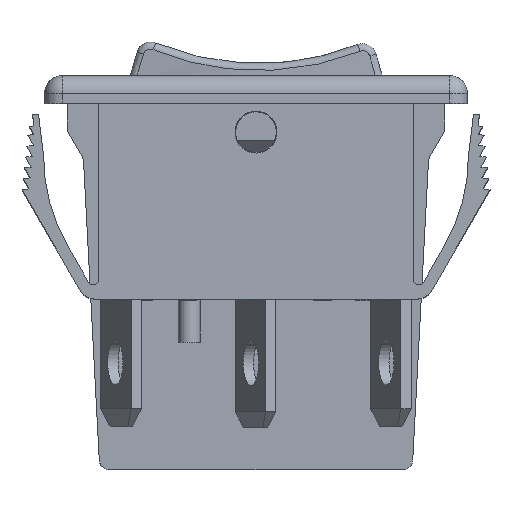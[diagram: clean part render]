
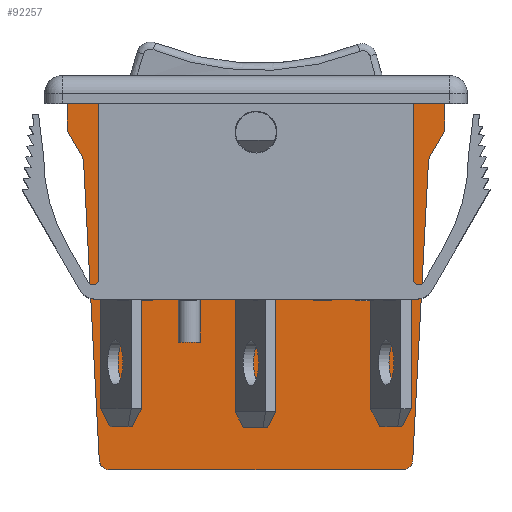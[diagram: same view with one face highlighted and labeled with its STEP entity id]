
A CAD part, top view. The second image highlights one B-rep face of the part: STEP entity #92257.
In plain terms, the highlighted planar face has unit normal (0, -0.018, 1).
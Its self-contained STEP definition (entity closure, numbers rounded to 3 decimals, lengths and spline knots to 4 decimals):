
#4036=PLANE('',#100437);
#8272=FACE_OUTER_BOUND('',#13008,.T.);
#13008=EDGE_LOOP('',(#79641,#79642,#79643,#79644,#79645,#79646,#79647,#79648,
#79649,#79650,#79651,#79652,#79653,#79654));
#15496=ELLIPSE('',#100438,0.03,0.03);
#15497=ELLIPSE('',#100439,0.03,0.03);
#20720=LINE('',#125147,#27792);
#25553=LINE('',#163646,#32625);
#25560=LINE('',#163659,#32632);
#25563=LINE('',#163664,#32635);
#25573=LINE('',#163681,#32645);
#26119=LINE('',#165043,#33191);
#26121=LINE('',#165049,#33193);
#26122=LINE('',#165051,#33194);
#26123=LINE('',#165052,#33195);
#26124=LINE('',#165054,#33196);
#26125=LINE('',#165056,#33197);
#26126=LINE('',#165058,#33198);
#27792=VECTOR('',#101876,0.886);
#32625=VECTOR('',#120071,0.087);
#32632=VECTOR('',#120078,0.087);
#32635=VECTOR('',#120083,0.5511);
#32645=VECTOR('',#120099,0.5511);
#33191=VECTOR('',#121335,0.8214);
#33193=VECTOR('',#121341,0.8469);
#33194=VECTOR('',#121342,0.0901);
#33195=VECTOR('',#121343,0.078);
#33196=VECTOR('',#121344,0.078);
#33197=VECTOR('',#121345,0.0901);
#33198=VECTOR('',#121346,0.8469);
#34829=VERTEX_POINT('',#125143);
#34831=VERTEX_POINT('',#125146);
#42115=VERTEX_POINT('',#163642);
#42117=VERTEX_POINT('',#163645);
#42122=VERTEX_POINT('',#163656);
#42123=VERTEX_POINT('',#163658);
#42505=VERTEX_POINT('',#165040);
#42506=VERTEX_POINT('',#165042);
#42507=VERTEX_POINT('',#165046);
#42508=VERTEX_POINT('',#165048);
#42509=VERTEX_POINT('',#165050);
#42510=VERTEX_POINT('',#165053);
#42511=VERTEX_POINT('',#165055);
#42512=VERTEX_POINT('',#165057);
#43901=EDGE_CURVE('',#34829,#34831,#20720,.T.);
#54498=EDGE_CURVE('',#42117,#42115,#25553,.T.);
#54505=EDGE_CURVE('',#42122,#42123,#25560,.T.);
#54508=EDGE_CURVE('',#42115,#34831,#25563,.T.);
#54518=EDGE_CURVE('',#34829,#42123,#25573,.T.);
#55154=EDGE_CURVE('',#42506,#42505,#26119,.T.);
#55156=EDGE_CURVE('',#42505,#42507,#15496,.F.);
#55157=EDGE_CURVE('',#42507,#42508,#26121,.T.);
#55158=EDGE_CURVE('',#42508,#42509,#26122,.T.);
#55159=EDGE_CURVE('',#42117,#42509,#26123,.T.);
#55160=EDGE_CURVE('',#42510,#42122,#26124,.T.);
#55161=EDGE_CURVE('',#42510,#42511,#26125,.T.);
#55162=EDGE_CURVE('',#42511,#42512,#26126,.T.);
#55163=EDGE_CURVE('',#42512,#42506,#15497,.F.);
#79641=ORIENTED_EDGE('',*,*,#55154,.T.);
#79642=ORIENTED_EDGE('',*,*,#55156,.T.);
#79643=ORIENTED_EDGE('',*,*,#55157,.T.);
#79644=ORIENTED_EDGE('',*,*,#55158,.T.);
#79645=ORIENTED_EDGE('',*,*,#55159,.F.);
#79646=ORIENTED_EDGE('',*,*,#54498,.T.);
#79647=ORIENTED_EDGE('',*,*,#54508,.T.);
#79648=ORIENTED_EDGE('',*,*,#43901,.F.);
#79649=ORIENTED_EDGE('',*,*,#54518,.T.);
#79650=ORIENTED_EDGE('',*,*,#54505,.F.);
#79651=ORIENTED_EDGE('',*,*,#55160,.F.);
#79652=ORIENTED_EDGE('',*,*,#55161,.T.);
#79653=ORIENTED_EDGE('',*,*,#55162,.T.);
#79654=ORIENTED_EDGE('',*,*,#55163,.T.);
#92257=ADVANCED_FACE('',(#8272),#4036,.F.);
#100437=AXIS2_PLACEMENT_3D('',#165045,#121337,#121338);
#100438=AXIS2_PLACEMENT_3D('',#165047,#121339,#121340);
#100439=AXIS2_PLACEMENT_3D('',#165059,#121347,#121348);
#101876=DIRECTION('',(1.,0.,0.));
#120071=DIRECTION('',(-1.,0.,0.));
#120078=DIRECTION('',(1.,0.,0.));
#120083=DIRECTION('',(0.,-1.,-0.018));
#120099=DIRECTION('',(0.,1.,0.018));
#121335=DIRECTION('',(1.,0.,0.));
#121337=DIRECTION('center_axis',(0.,0.018,-1.));
#121338=DIRECTION('ref_axis',(-1.,0.,0.));
#121339=DIRECTION('center_axis',(0.,0.018,-1.));
#121340=DIRECTION('ref_axis',(0.,1.,0.018));
#121341=DIRECTION('',(0.052,0.998,0.018));
#121342=DIRECTION('',(0.5,0.866,0.016));
#121343=DIRECTION('',(0.,-1.,-0.018));
#121344=DIRECTION('',(0.,1.,0.018));
#121345=DIRECTION('',(0.5,-0.866,-0.016));
#121346=DIRECTION('',(0.052,-0.998,-0.018));
#121347=DIRECTION('center_axis',(0.,0.018,-1.));
#121348=DIRECTION('ref_axis',(0.,-1.,-0.018));
#125143=CARTESIAN_POINT('',(-0.8558,-0.0444,0.0238));
#125146=CARTESIAN_POINT('',(0.0302,-0.0444,0.0238));
#125147=CARTESIAN_POINT('',(-0.8558,-0.0444,0.0238));
#163642=CARTESIAN_POINT('',(0.0302,0.5066,0.034));
#163645=CARTESIAN_POINT('',(0.1172,0.5066,0.034));
#163646=CARTESIAN_POINT('',(0.1172,0.5066,0.034));
#163656=CARTESIAN_POINT('',(-0.9428,0.5066,0.034));
#163658=CARTESIAN_POINT('',(-0.8558,0.5066,0.034));
#163659=CARTESIAN_POINT('',(-0.9428,0.5066,0.034));
#163664=CARTESIAN_POINT('',(0.0302,0.5066,0.034));
#163681=CARTESIAN_POINT('',(-0.8558,-0.0444,0.0238));
#165040=CARTESIAN_POINT('',(-0.0021,-0.5234,0.015));
#165042=CARTESIAN_POINT('',(-0.8235,-0.5234,0.015));
#165043=CARTESIAN_POINT('',(-0.8235,-0.5234,0.015));
#165045=CARTESIAN_POINT('Origin',(-0.9428,0.5066,
0.034));
#165046=CARTESIAN_POINT('',(0.0279,-0.495,0.0155));
#165047=CARTESIAN_POINT('Origin',(-0.0021,-0.4934,
0.0156));
#165048=CARTESIAN_POINT('',(0.0722,0.3506,0.0311));
#165049=CARTESIAN_POINT('',(0.0279,-0.495,0.0155));
#165050=CARTESIAN_POINT('',(0.1172,0.4286,0.0326));
#165051=CARTESIAN_POINT('',(0.0722,0.3506,0.0311));
#165052=CARTESIAN_POINT('',(0.1172,0.5066,0.034));
#165053=CARTESIAN_POINT('',(-0.9428,0.4286,0.0326));
#165054=CARTESIAN_POINT('',(-0.9428,0.4286,0.0326));
#165055=CARTESIAN_POINT('',(-0.8977,0.3506,0.0311));
#165056=CARTESIAN_POINT('',(-0.9428,0.4286,0.0326));
#165057=CARTESIAN_POINT('',(-0.8534,-0.495,0.0155));
#165058=CARTESIAN_POINT('',(-0.8977,0.3506,0.0311));
#165059=CARTESIAN_POINT('Origin',(-0.8235,-0.4934,
0.0156));
